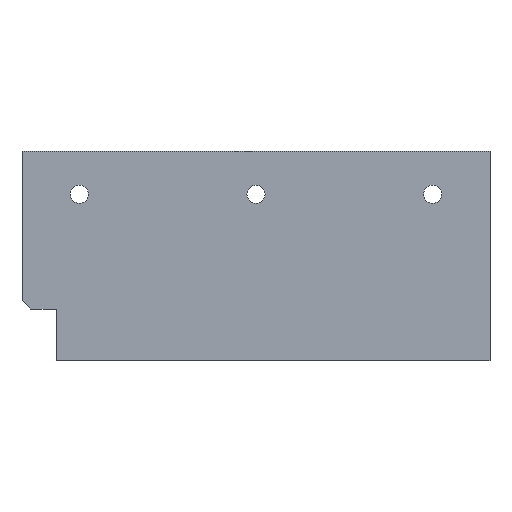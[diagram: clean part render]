
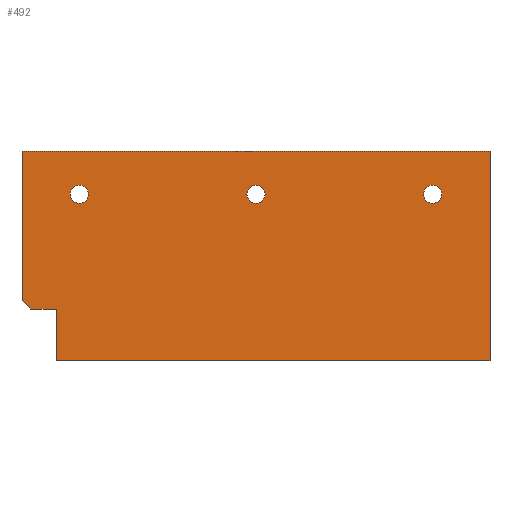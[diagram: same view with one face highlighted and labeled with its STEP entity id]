
A CAD part, top view. The second image highlights one B-rep face of the part: STEP entity #492.
In plain terms, the highlighted planar face has unit normal (0, 0, 1).
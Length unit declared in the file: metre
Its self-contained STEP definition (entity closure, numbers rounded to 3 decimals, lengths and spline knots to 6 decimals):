
#31=CIRCLE('',#535,0.00315);
#32=CIRCLE('',#537,0.00315);
#33=CIRCLE('',#540,0.00315);
#55=LINE('',#741,#103);
#57=LINE('',#745,#105);
#64=LINE('',#758,#112);
#66=LINE('',#762,#114);
#68=LINE('',#766,#116);
#70=LINE('',#776,#118);
#72=LINE('',#783,#120);
#103=VECTOR('',#595,1.);
#105=VECTOR('',#599,1.);
#112=VECTOR('',#608,1.);
#114=VECTOR('',#612,1.);
#116=VECTOR('',#616,1.);
#118=VECTOR('',#628,1.);
#120=VECTOR('',#636,1.);
#195=ORIENTED_EDGE('',*,*,#302,.T.);
#196=ORIENTED_EDGE('',*,*,#300,.T.);
#197=ORIENTED_EDGE('',*,*,#298,.T.);
#198=ORIENTED_EDGE('',*,*,#291,.T.);
#199=ORIENTED_EDGE('',*,*,#289,.T.);
#200=ORIENTED_EDGE('',*,*,#306,.T.);
#201=ORIENTED_EDGE('',*,*,#309,.F.);
#202=ORIENTED_EDGE('',*,*,#305,.T.);
#203=ORIENTED_EDGE('',*,*,#304,.T.);
#204=ORIENTED_EDGE('',*,*,#308,.T.);
#289=EDGE_CURVE('',#354,#353,#55,.T.);
#291=EDGE_CURVE('',#355,#354,#57,.T.);
#298=EDGE_CURVE('',#360,#355,#64,.T.);
#300=EDGE_CURVE('',#361,#360,#66,.T.);
#302=EDGE_CURVE('',#362,#361,#68,.T.);
#304=EDGE_CURVE('',#363,#363,#31,.T.);
#305=EDGE_CURVE('',#364,#364,#32,.T.);
#306=EDGE_CURVE('',#353,#365,#70,.T.);
#308=EDGE_CURVE('',#366,#366,#33,.T.);
#309=EDGE_CURVE('',#362,#365,#72,.F.);
#353=VERTEX_POINT('',#740);
#354=VERTEX_POINT('',#742);
#355=VERTEX_POINT('',#746);
#360=VERTEX_POINT('',#759);
#361=VERTEX_POINT('',#763);
#362=VERTEX_POINT('',#767);
#363=VERTEX_POINT('',#771);
#364=VERTEX_POINT('',#774);
#365=VERTEX_POINT('',#777);
#366=VERTEX_POINT('',#781);
#400=EDGE_LOOP('',(#195,#196,#197,#198,#199,#200,#201));
#401=EDGE_LOOP('',(#202));
#402=EDGE_LOOP('',(#203));
#403=EDGE_LOOP('',(#204));
#440=FACE_BOUND('',#400,.T.);
#441=FACE_BOUND('',#401,.T.);
#442=FACE_BOUND('',#402,.T.);
#443=FACE_BOUND('',#403,.T.);
#468=PLANE('',#541);
#492=ADVANCED_FACE('',(#440,#441,#442,#443),#468,.T.);
#535=AXIS2_PLACEMENT_3D('',#770,#620,#621);
#537=AXIS2_PLACEMENT_3D('',#773,#624,#625);
#540=AXIS2_PLACEMENT_3D('',#780,#632,#633);
#541=AXIS2_PLACEMENT_3D('',#782,#634,#635);
#595=DIRECTION('',(-1.,0.,0.));
#599=DIRECTION('',(0.,1.,0.));
#608=DIRECTION('',(1.,0.,0.));
#612=DIRECTION('',(0.,-1.,0.));
#616=DIRECTION('',(1.,0.,0.));
#620=DIRECTION('',(0.,0.,-1.));
#621=DIRECTION('',(-1.,0.,0.));
#624=DIRECTION('',(0.,0.,-1.));
#625=DIRECTION('',(-1.,0.,0.));
#628=DIRECTION('',(0.,-1.,0.));
#632=DIRECTION('',(0.,0.,-1.));
#633=DIRECTION('',(-1.,0.,0.));
#634=DIRECTION('',(0.,0.,1.));
#635=DIRECTION('',(-1.,0.,0.));
#636=DIRECTION('',(0.707,-0.707,0.));
#740=CARTESIAN_POINT('',(0.0815,0.0365,0.003));
#741=CARTESIAN_POINT('',(0.163,0.0365,0.003));
#742=CARTESIAN_POINT('',(0.2445,0.0365,0.003));
#745=CARTESIAN_POINT('',(0.2445,0.,0.003));
#746=CARTESIAN_POINT('',(0.2445,-0.0365,0.003));
#758=CARTESIAN_POINT('',(0.169,-0.0365,0.003));
#759=CARTESIAN_POINT('',(0.0935,-0.0365,0.003));
#762=CARTESIAN_POINT('',(0.0935,-0.0275,0.003));
#763=CARTESIAN_POINT('',(0.0935,-0.0185,0.003));
#766=CARTESIAN_POINT('',(0.0875,-0.0185,0.003));
#767=CARTESIAN_POINT('',(0.0845,-0.0185,0.003));
#770=CARTESIAN_POINT('',(0.163,0.0215,0.003));
#771=CARTESIAN_POINT('',(0.15985,0.0215,0.003));
#773=CARTESIAN_POINT('',(0.2245,0.0215,0.003));
#774=CARTESIAN_POINT('',(0.22135,0.0215,0.003));
#776=CARTESIAN_POINT('',(0.0815,0.009,0.003));
#777=CARTESIAN_POINT('',(0.0815,-0.0155,0.003));
#780=CARTESIAN_POINT('',(0.1015,0.0215,0.003));
#781=CARTESIAN_POINT('',(0.09835,0.0215,0.003));
#782=CARTESIAN_POINT('',(0.163,0.,0.003));
#783=CARTESIAN_POINT('',(0.1145,-0.0485,0.003));
